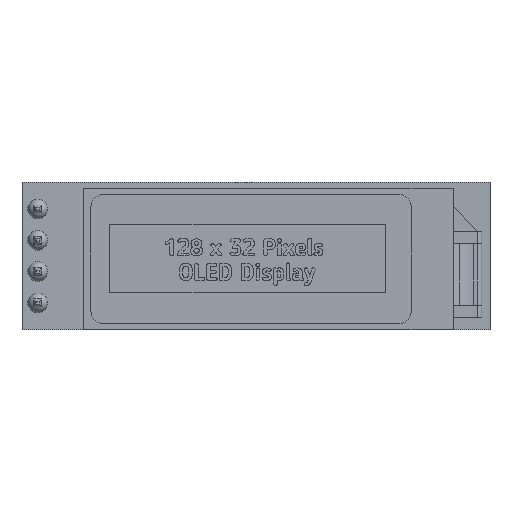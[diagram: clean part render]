
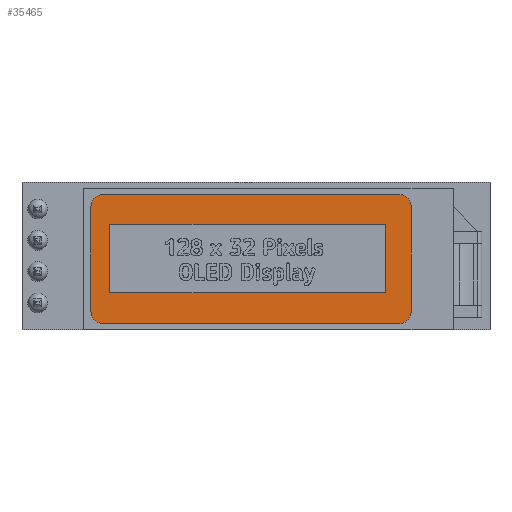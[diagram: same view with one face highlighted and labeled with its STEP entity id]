
A CAD part, top view. The second image highlights one B-rep face of the part: STEP entity #35465.
In plain terms, the highlighted planar face has unit normal (0, 0, 1).
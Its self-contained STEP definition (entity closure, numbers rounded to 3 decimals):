
#179=CIRCLE('',#37128,1.);
#183=CIRCLE('',#37136,1.);
#184=CIRCLE('',#37137,1.);
#185=CIRCLE('',#37138,1.);
#315=FACE_BOUND('',#4736,.T.);
#2676=FACE_OUTER_BOUND('',#4735,.T.);
#4735=EDGE_LOOP('',(#27584,#27585,#27586,#27587,#27588,#27589,#27590,#27591));
#4736=EDGE_LOOP('',(#27592,#27593,#27594,#27595));
#6938=LINE('',#52624,#9726);
#6942=LINE('',#52632,#9730);
#6950=LINE('',#52656,#9738);
#6951=LINE('',#52660,#9739);
#6952=LINE('',#52664,#9740);
#6953=LINE('',#52666,#9741);
#6954=LINE('',#52668,#9742);
#6955=LINE('',#52669,#9743);
#9726=VECTOR('',#39065,1.);
#9730=VECTOR('',#39071,1.);
#9738=VECTOR('',#39091,1.);
#9739=VECTOR('',#39094,1.);
#9740=VECTOR('',#39097,1.);
#9741=VECTOR('',#39098,1.);
#9742=VECTOR('',#39099,1.);
#9743=VECTOR('',#39100,1.);
#15601=VERTEX_POINT('',#52615);
#15603=VERTEX_POINT('',#52619);
#15604=VERTEX_POINT('',#52623);
#15607=VERTEX_POINT('',#52630);
#15616=VERTEX_POINT('',#52653);
#15617=VERTEX_POINT('',#52655);
#15618=VERTEX_POINT('',#52657);
#15619=VERTEX_POINT('',#52659);
#15620=VERTEX_POINT('',#52662);
#15621=VERTEX_POINT('',#52663);
#15622=VERTEX_POINT('',#52665);
#15623=VERTEX_POINT('',#52667);
#19941=EDGE_CURVE('',#15601,#15603,#179,.T.);
#19942=EDGE_CURVE('',#15601,#15604,#6938,.T.);
#19946=EDGE_CURVE('',#15607,#15603,#6942,.T.);
#19957=EDGE_CURVE('',#15607,#15616,#183,.T.);
#19958=EDGE_CURVE('',#15617,#15616,#6950,.T.);
#19959=EDGE_CURVE('',#15617,#15618,#184,.T.);
#19960=EDGE_CURVE('',#15619,#15618,#6951,.T.);
#19961=EDGE_CURVE('',#15619,#15604,#185,.T.);
#19962=EDGE_CURVE('',#15620,#15621,#6952,.T.);
#19963=EDGE_CURVE('',#15621,#15622,#6953,.T.);
#19964=EDGE_CURVE('',#15622,#15623,#6954,.T.);
#19965=EDGE_CURVE('',#15623,#15620,#6955,.T.);
#27584=ORIENTED_EDGE('',*,*,#19941,.T.);
#27585=ORIENTED_EDGE('',*,*,#19946,.F.);
#27586=ORIENTED_EDGE('',*,*,#19957,.T.);
#27587=ORIENTED_EDGE('',*,*,#19958,.F.);
#27588=ORIENTED_EDGE('',*,*,#19959,.T.);
#27589=ORIENTED_EDGE('',*,*,#19960,.F.);
#27590=ORIENTED_EDGE('',*,*,#19961,.T.);
#27591=ORIENTED_EDGE('',*,*,#19942,.F.);
#27592=ORIENTED_EDGE('',*,*,#19962,.T.);
#27593=ORIENTED_EDGE('',*,*,#19963,.T.);
#27594=ORIENTED_EDGE('',*,*,#19964,.T.);
#27595=ORIENTED_EDGE('',*,*,#19965,.T.);
#34133=PLANE('',#37135);
#35465=ADVANCED_FACE('',(#2676,#315),#34133,.T.);
#37128=AXIS2_PLACEMENT_3D('',#52621,#39061,#39062);
#37135=AXIS2_PLACEMENT_3D('',#52652,#39087,#39088);
#37136=AXIS2_PLACEMENT_3D('',#52654,#39089,#39090);
#37137=AXIS2_PLACEMENT_3D('',#52658,#39092,#39093);
#37138=AXIS2_PLACEMENT_3D('',#52661,#39095,#39096);
#39061=DIRECTION('center_axis',(0.,0.,1.));
#39062=DIRECTION('ref_axis',(1.,0.,0.));
#39065=DIRECTION('',(1.,0.,0.));
#39071=DIRECTION('',(0.,1.,0.));
#39087=DIRECTION('center_axis',(0.,0.,1.));
#39088=DIRECTION('ref_axis',(1.,0.,0.));
#39089=DIRECTION('center_axis',(0.,0.,1.));
#39090=DIRECTION('ref_axis',(1.,0.,0.));
#39091=DIRECTION('',(-1.,0.,0.));
#39092=DIRECTION('center_axis',(0.,0.,1.));
#39093=DIRECTION('ref_axis',(1.,0.,0.));
#39094=DIRECTION('',(0.,-1.,0.));
#39095=DIRECTION('center_axis',(0.,0.,1.));
#39096=DIRECTION('ref_axis',(1.,0.,0.));
#39097=DIRECTION('',(0.,1.,0.));
#39098=DIRECTION('',(1.,0.,0.));
#39099=DIRECTION('',(0.,-1.,0.));
#39100=DIRECTION('',(-1.,0.,0.));
#52615=CARTESIAN_POINT('',(-12.4,5.,1.4));
#52619=CARTESIAN_POINT('',(-13.4,4.,1.4));
#52621=CARTESIAN_POINT('Origin',(-12.4,4.,1.4));
#52623=CARTESIAN_POINT('',(11.6,5.,1.4));
#52624=CARTESIAN_POINT('',(-12.4,5.,1.4));
#52630=CARTESIAN_POINT('',(-13.4,-4.5,1.4));
#52632=CARTESIAN_POINT('',(-13.4,-4.5,1.4));
#52652=CARTESIAN_POINT('Origin',(-0.4,-0.25,1.4));
#52653=CARTESIAN_POINT('',(-12.4,-5.5,1.4));
#52654=CARTESIAN_POINT('Origin',(-12.4,-4.5,1.4));
#52655=CARTESIAN_POINT('',(11.6,-5.5,1.4));
#52656=CARTESIAN_POINT('',(11.6,-5.5,1.4));
#52657=CARTESIAN_POINT('',(12.6,-4.5,1.4));
#52658=CARTESIAN_POINT('Origin',(11.6,-4.5,1.4));
#52659=CARTESIAN_POINT('',(12.6,4.,1.4));
#52660=CARTESIAN_POINT('',(12.6,4.,1.4));
#52661=CARTESIAN_POINT('Origin',(11.6,4.,1.4));
#52662=CARTESIAN_POINT('',(-11.87,-3.,1.4));
#52663=CARTESIAN_POINT('',(-11.87,2.58,1.4));
#52664=CARTESIAN_POINT('',(-11.87,-3.,1.4));
#52665=CARTESIAN_POINT('',(10.51,2.58,1.4));
#52666=CARTESIAN_POINT('',(-11.87,2.58,1.4));
#52667=CARTESIAN_POINT('',(10.51,-3.,1.4));
#52668=CARTESIAN_POINT('',(10.51,2.58,1.4));
#52669=CARTESIAN_POINT('',(10.51,-3.,1.4));
